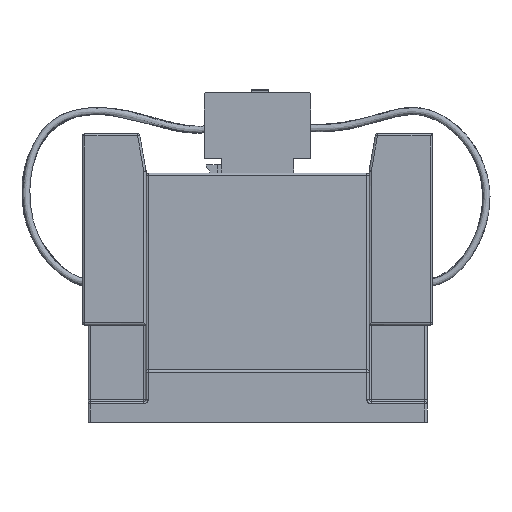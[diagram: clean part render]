
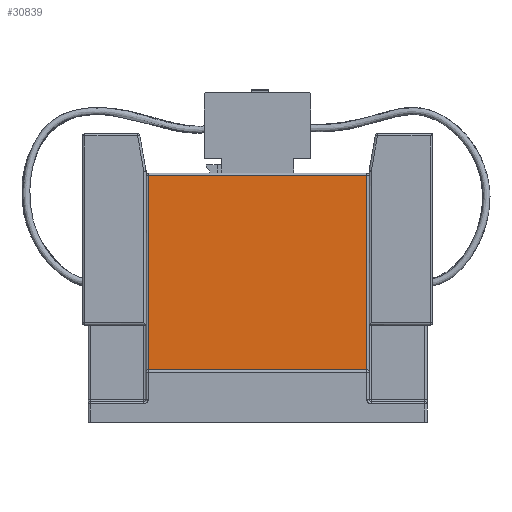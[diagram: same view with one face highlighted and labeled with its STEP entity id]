
A CAD part, left-side view. The second image highlights one B-rep face of the part: STEP entity #30839.
In plain terms, the highlighted planar face has unit normal (-1, 0, 0).
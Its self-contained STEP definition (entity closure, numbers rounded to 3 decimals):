
#412 = DIRECTION ( 'NONE',  ( 1., 0., 0. ) ) ;
#2150 = DIRECTION ( 'NONE',  ( 0., -1., 0. ) ) ;
#2165 = FACE_OUTER_BOUND ( 'NONE', #10907, .T. ) ;
#2898 = DIRECTION ( 'NONE',  ( 0., 0., -1. ) ) ;
#3795 = EDGE_CURVE ( 'NONE', #26688, #4658, #20352, .T. ) ;
#4499 = ORIENTED_EDGE ( 'NONE', *, *, #6362, .F. ) ;
#4587 = CARTESIAN_POINT ( 'NONE',  ( -48., -50., 24. ) ) ;
#4658 = VERTEX_POINT ( 'NONE', #4587 ) ;
#5049 = CARTESIAN_POINT ( 'NONE',  ( -48., -50., 113. ) ) ;
#5660 = ORIENTED_EDGE ( 'NONE', *, *, #24453, .T. ) ;
#6034 = ORIENTED_EDGE ( 'NONE', *, *, #3795, .F. ) ;
#6362 = EDGE_CURVE ( 'NONE', #25620, #32255, #30510, .T. ) ;
#9375 = VECTOR ( 'NONE', #21421, 1000. ) ;
#10466 = EDGE_CURVE ( 'NONE', #32255, #26688, #18123, .T. ) ;
#10634 = CARTESIAN_POINT ( 'NONE',  ( -48., 50., 113. ) ) ;
#10907 = EDGE_LOOP ( 'NONE', ( #6034, #28389, #4499, #5660 ) ) ;
#12134 = CARTESIAN_POINT ( 'NONE',  ( -48., -50., 24. ) ) ;
#17480 = DIRECTION ( 'NONE',  ( 0., 0., -1. ) ) ;
#17859 = VECTOR ( 'NONE', #17480, 1000. ) ;
#18123 = LINE ( 'NONE', #23971, #9375 ) ;
#20186 = CARTESIAN_POINT ( 'NONE',  ( -48., 50., 114. ) ) ;
#20352 = LINE ( 'NONE', #12134, #17859 ) ;
#21421 = DIRECTION ( 'NONE',  ( 0., -1., 0. ) ) ;
#21859 = VECTOR ( 'NONE', #2150, 1000. ) ;
#23384 = VECTOR ( 'NONE', #31142, 1000. ) ;
#23971 = CARTESIAN_POINT ( 'NONE',  ( -48., -51., 113. ) ) ;
#24026 = PLANE ( 'NONE',  #30895 ) ;
#24453 = EDGE_CURVE ( 'NONE', #25620, #4658, #28956, .T. ) ;
#25620 = VERTEX_POINT ( 'NONE', #29668 ) ;
#26336 = CARTESIAN_POINT ( 'NONE',  ( -48., 0., 24. ) ) ;
#26688 = VERTEX_POINT ( 'NONE', #5049 ) ;
#28389 = ORIENTED_EDGE ( 'NONE', *, *, #10466, .F. ) ;
#28956 = LINE ( 'NONE', #26336, #21859 ) ;
#29668 = CARTESIAN_POINT ( 'NONE',  ( -48., 50., 24. ) ) ;
#29762 = CARTESIAN_POINT ( 'NONE',  ( -48., -51., 114. ) ) ;
#30510 = LINE ( 'NONE', #20186, #23384 ) ;
#30839 = ADVANCED_FACE ( 'NONE', ( #2165 ), #24026, .F. ) ;
#30895 = AXIS2_PLACEMENT_3D ( 'NONE', #29762, #412, #2898 ) ;
#31142 = DIRECTION ( 'NONE',  ( 0., 0., 1. ) ) ;
#32255 = VERTEX_POINT ( 'NONE', #10634 ) ;
